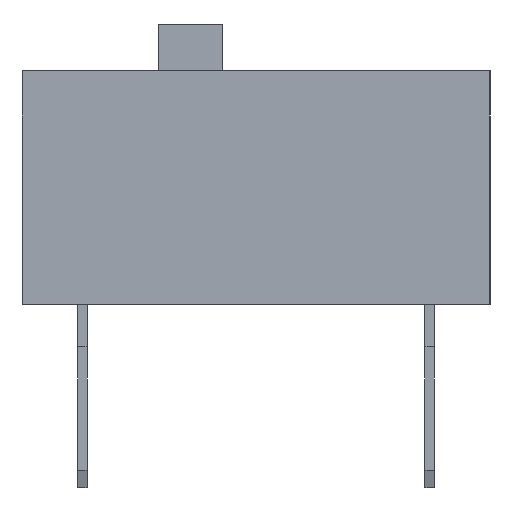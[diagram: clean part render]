
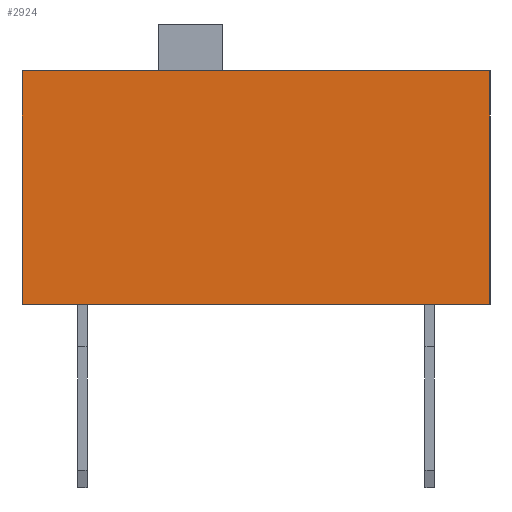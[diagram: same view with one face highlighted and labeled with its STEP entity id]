
A CAD part, left-side view. The second image highlights one B-rep face of the part: STEP entity #2924.
In plain terms, the highlighted planar face has unit normal (-1, 0, 0).
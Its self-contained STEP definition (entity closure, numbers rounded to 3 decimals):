
#729 = CARTESIAN_POINT ( 'NONE',  ( -12.15, -5., 5.9 ) ) ;
#1064 = CARTESIAN_POINT ( 'NONE',  ( -12.15, 5., 5.9 ) ) ;
#1545 = ORIENTED_EDGE ( 'NONE', *, *, #2416, .T. ) ;
#1662 = DIRECTION ( 'NONE',  ( 0., 0., -1. ) ) ;
#1716 = DIRECTION ( 'NONE',  ( 1., 0., 0. ) ) ;
#2136 = ORIENTED_EDGE ( 'NONE', *, *, #3592, .F. ) ;
#2154 = CARTESIAN_POINT ( 'NONE',  ( -12.15, -5., 5.9 ) ) ;
#2386 = VERTEX_POINT ( 'NONE', #5578 ) ;
#2416 = EDGE_CURVE ( 'NONE', #8678, #2386, #6271, .T. ) ;
#2924 = ADVANCED_FACE ( 'NONE', ( #6946 ), #7619, .F. ) ;
#2982 = VERTEX_POINT ( 'NONE', #7769 ) ;
#3069 = VECTOR ( 'NONE', #3163, 1000. ) ;
#3118 = VERTEX_POINT ( 'NONE', #2154 ) ;
#3163 = DIRECTION ( 'NONE',  ( 0., 0., -1. ) ) ;
#3276 = LINE ( 'NONE', #9268, #6846 ) ;
#3592 = EDGE_CURVE ( 'NONE', #8678, #3118, #4687, .T. ) ;
#3938 = DIRECTION ( 'NONE',  ( 0., -1., 0. ) ) ;
#4687 = LINE ( 'NONE', #729, #5317 ) ;
#4938 = DIRECTION ( 'NONE',  ( 0., 0., -1. ) ) ;
#5317 = VECTOR ( 'NONE', #3938, 1000. ) ;
#5543 = DIRECTION ( 'NONE',  ( 0., -1., 0. ) ) ;
#5573 = ORIENTED_EDGE ( 'NONE', *, *, #6476, .F. ) ;
#5578 = CARTESIAN_POINT ( 'NONE',  ( -12.15, 5., 0.9 ) ) ;
#5655 = AXIS2_PLACEMENT_3D ( 'NONE', #6193, #1716, #1662 ) ;
#5787 = LINE ( 'NONE', #6438, #6663 ) ;
#6193 = CARTESIAN_POINT ( 'NONE',  ( -12.15, -5., 5.9 ) ) ;
#6271 = LINE ( 'NONE', #1064, #3069 ) ;
#6438 = CARTESIAN_POINT ( 'NONE',  ( -12.15, -5., 5.9 ) ) ;
#6476 = EDGE_CURVE ( 'NONE', #3118, #2982, #5787, .T. ) ;
#6663 = VECTOR ( 'NONE', #4938, 1000. ) ;
#6846 = VECTOR ( 'NONE', #5543, 1000. ) ;
#6946 = FACE_OUTER_BOUND ( 'NONE', #9002, .T. ) ;
#7473 = EDGE_CURVE ( 'NONE', #2386, #2982, #3276, .T. ) ;
#7619 = PLANE ( 'NONE',  #5655 ) ;
#7769 = CARTESIAN_POINT ( 'NONE',  ( -12.15, -5., 0.9 ) ) ;
#7800 = ORIENTED_EDGE ( 'NONE', *, *, #7473, .T. ) ;
#7963 = CARTESIAN_POINT ( 'NONE',  ( -12.15, 5., 5.9 ) ) ;
#8678 = VERTEX_POINT ( 'NONE', #7963 ) ;
#9002 = EDGE_LOOP ( 'NONE', ( #7800, #5573, #2136, #1545 ) ) ;
#9268 = CARTESIAN_POINT ( 'NONE',  ( -12.15, -5., 0.9 ) ) ;
